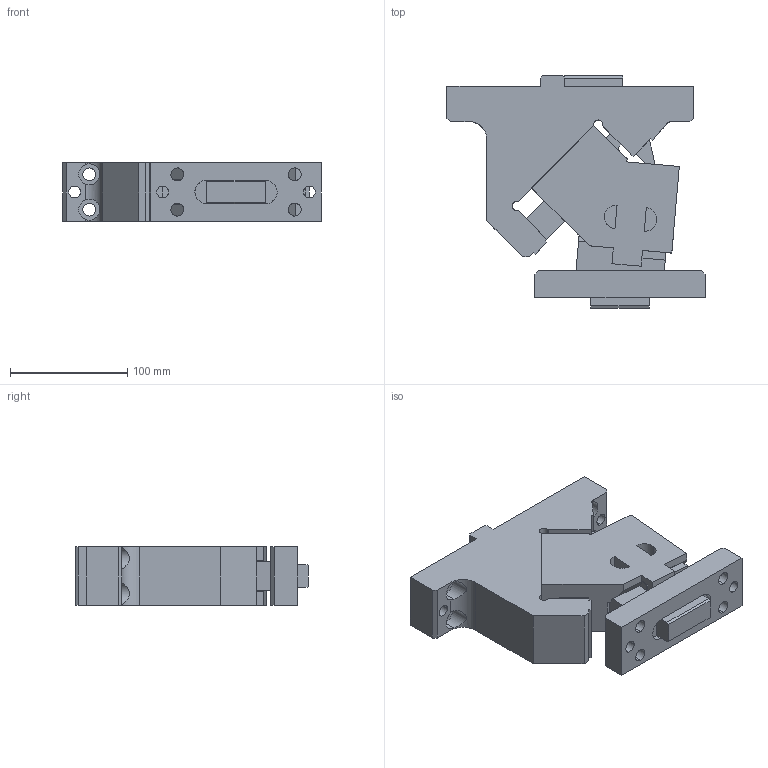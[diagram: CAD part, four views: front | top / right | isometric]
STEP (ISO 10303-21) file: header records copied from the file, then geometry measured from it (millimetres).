
FILE_DESCRIPTION(('CATIA V5 STEP Exchange'),'2;1');
FILE_NAME('CACG_50_05.stp','2015-04-21T14:45:14+00:00',('none'),('none'),'CATIA Version 5 Release 19 SP 2 (IN-10)','CATIA V5 STEP AP203','none');
FILE_SCHEMA(('CONFIG_CONTROL_DESIGN'));
Length unit declared in the file: millimetre
Products named in the file (1): CACG_50_05
Bounding box: 220 x 198 x 50 mm (x, y, z)
Volume: 1236289.6 mm3; surface area: 168321.7 mm2
Topology: 3 solids, 3 shells, 218 faces, 605 edges, 394 vertices
Faces by surface type: plane 145, cylinder 73
Entity records: 7485 total; most frequent: CARTESIAN_POINT 1968, ORIENTED_EDGE 1210, DIRECTION 953, EDGE_CURVE 605, VECTOR 441, LINE 441, VERTEX_POINT 394, AXIS2_PLACEMENT_3D 309
